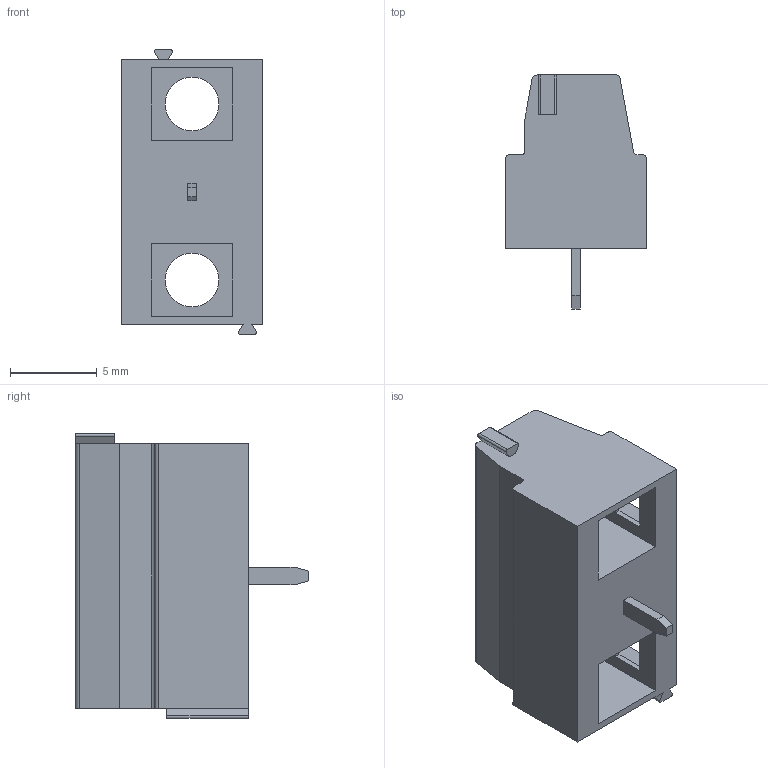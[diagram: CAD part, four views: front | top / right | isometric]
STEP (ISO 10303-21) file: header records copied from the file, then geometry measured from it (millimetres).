
FILE_DESCRIPTION(/* description */ ('Unknown'),/* implementation_level */ '2;1');
FILE_NAME(/* name */ '691213610101',/* time_stamp */ '2016-05-24T16:06:12+02:00',/* author */ ('Unknown'),/* organization */ ('Unknown'),/* preprocessor_version */ 'ST-DEVELOPER v16.7',/* originating_system */ 'DEX',/* authorisation */ $);
FILE_SCHEMA (('AUTOMOTIVE_DESIGN {1 0 10303 214 3 1 1}'));
Length unit declared in the file: millimetre
Products named in the file (2): 6912136100xx; CII10.16_1B
Assembly tree (1 placements, depth 2):
  6912136100xx
    CII10.16_1B
Bounding box: 8.1 x 13.5 x 16.44 mm (x, y, z)
Volume: 635.4 mm3; surface area: 1079.4 mm2
Topology: 1 solids, 1 shells, 104 faces, 272 edges, 178 vertices
Faces by surface type: plane 86, cylinder 18
Full cylindrical faces by diameter (mm): 3.1 x2, 3.8 x3
Entity records: 3890 total; most frequent: CARTESIAN_POINT 545, ORIENTED_EDGE 528, DIRECTION 515, EDGE_CURVE 264, LINE 225, VECTOR 225, VERTEX_POINT 175, AXIS2_PLACEMENT_3D 145
